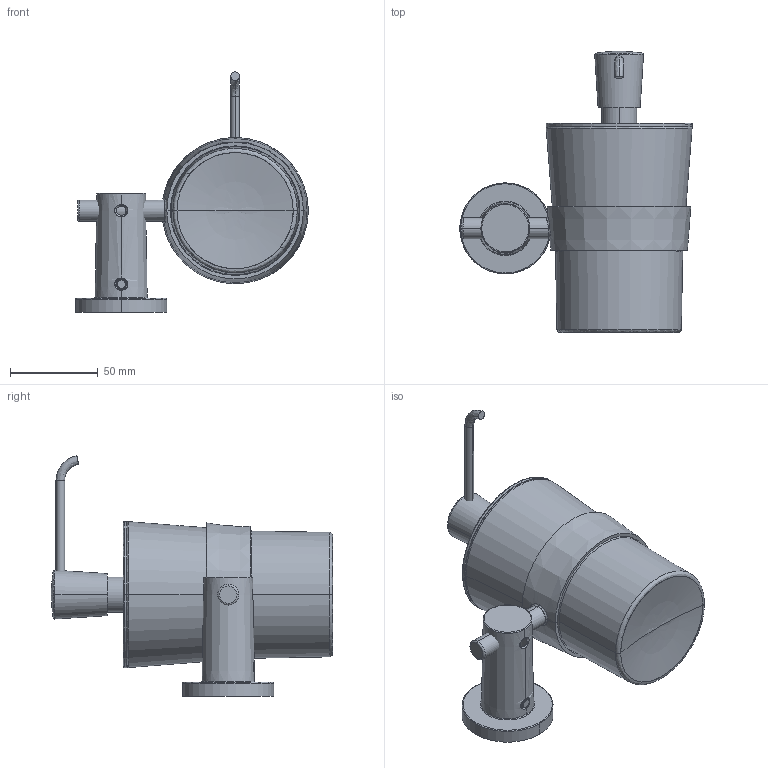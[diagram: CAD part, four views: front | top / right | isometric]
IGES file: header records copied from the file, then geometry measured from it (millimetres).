
Start section:  PTC IGES file: a44332.igs
Global section: file name: a44332.igs; native system: Creo Parametric by Parametric Technology Corporation; preprocessor: 2014000; author: gurkan.saylisoy; organization: Unknown; date: 20151013.101106; units: millimetre
Bounding box: 132.75 x 160.68 x 137.28 mm (x, y, z)
Surface area: 76948.7 mm2 (no closed solid volume)
Topology: 0 solids, 0 shells, 73 faces, 318 edges, 314 vertices
Faces by surface type: revolution 52, bspline 21
